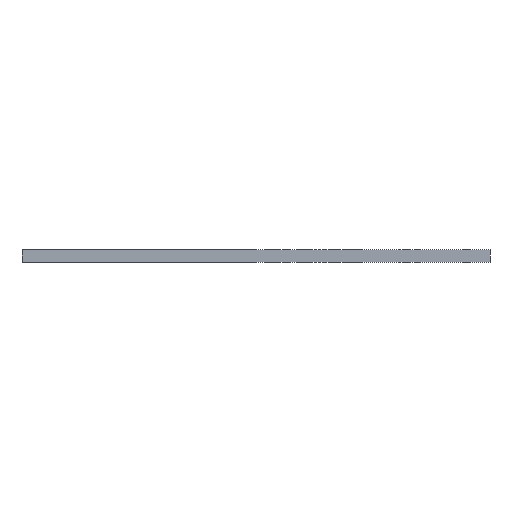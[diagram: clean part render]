
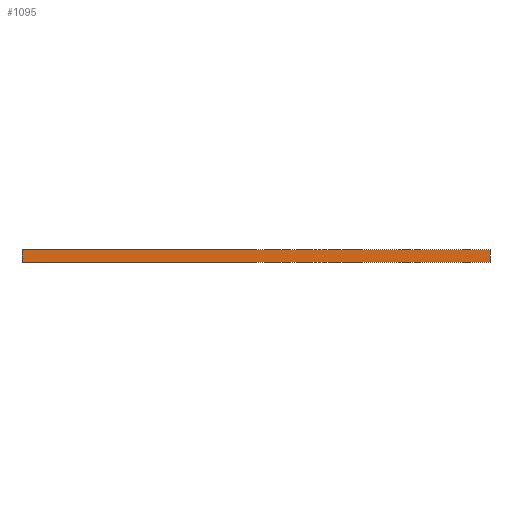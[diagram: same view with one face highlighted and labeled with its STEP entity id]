
A CAD part, front view. The second image highlights one B-rep face of the part: STEP entity #1095.
In plain terms, the highlighted planar face has unit normal (0, -1, 0).
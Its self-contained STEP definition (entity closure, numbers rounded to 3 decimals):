
#244=FACE_OUTER_BOUND('',#295,.T.);
#295=EDGE_LOOP('',(#795,#796,#797,#798));
#436=LINE('',#1653,#493);
#437=LINE('',#1655,#494);
#438=LINE('',#1657,#495);
#439=LINE('',#1658,#496);
#493=VECTOR('',#1309,1.);
#494=VECTOR('',#1310,1.);
#495=VECTOR('',#1311,1.);
#496=VECTOR('',#1312,1.);
#550=VERTEX_POINT('',#1651);
#551=VERTEX_POINT('',#1652);
#552=VERTEX_POINT('',#1654);
#553=VERTEX_POINT('',#1656);
#648=EDGE_CURVE('',#550,#551,#436,.T.);
#649=EDGE_CURVE('',#551,#552,#437,.T.);
#650=EDGE_CURVE('',#553,#552,#438,.T.);
#651=EDGE_CURVE('',#550,#553,#439,.T.);
#795=ORIENTED_EDGE('',*,*,#648,.T.);
#796=ORIENTED_EDGE('',*,*,#649,.T.);
#797=ORIENTED_EDGE('',*,*,#650,.F.);
#798=ORIENTED_EDGE('',*,*,#651,.F.);
#1089=PLANE('',#1161);
#1095=ADVANCED_FACE('',(#244),#1089,.T.);
#1161=AXIS2_PLACEMENT_3D('',#1650,#1307,#1308);
#1307=DIRECTION('center_axis',(0.,-1.,0.));
#1308=DIRECTION('ref_axis',(-1.,0.,0.));
#1309=DIRECTION('',(0.,0.,1.));
#1310=DIRECTION('',(-1.,0.,0.));
#1311=DIRECTION('',(0.,0.,1.));
#1312=DIRECTION('',(-1.,0.,0.));
#1650=CARTESIAN_POINT('Origin',(150.2,-137.69,0.));
#1651=CARTESIAN_POINT('',(150.2,-137.69,0.));
#1652=CARTESIAN_POINT('',(150.2,-137.69,1.51));
#1653=CARTESIAN_POINT('',(150.2,-137.69,0.));
#1654=CARTESIAN_POINT('',(92.7,-137.69,1.51));
#1655=CARTESIAN_POINT('',(150.2,-137.69,1.51));
#1656=CARTESIAN_POINT('',(92.7,-137.69,0.));
#1657=CARTESIAN_POINT('',(92.7,-137.69,0.));
#1658=CARTESIAN_POINT('',(150.2,-137.69,0.));
